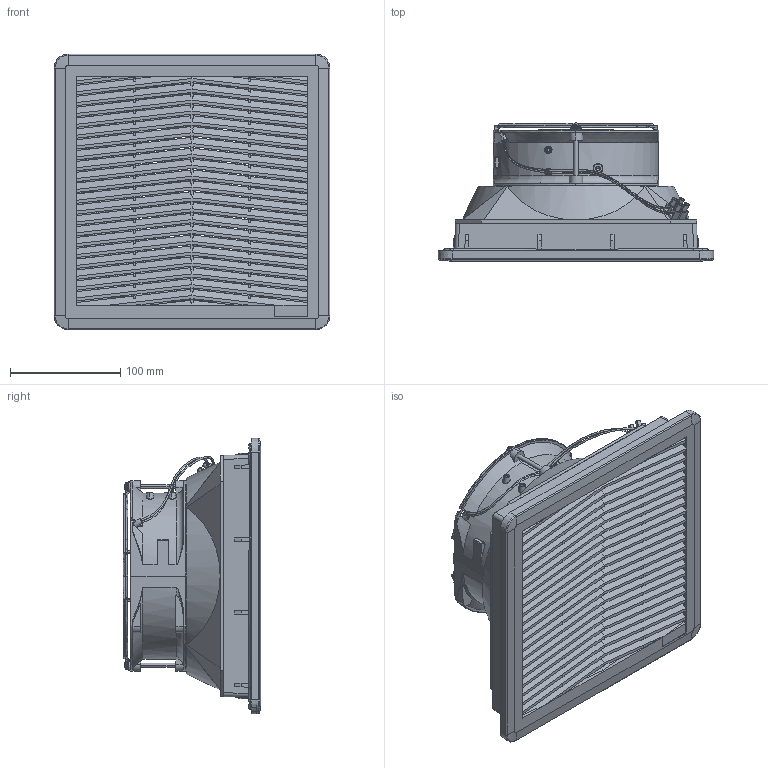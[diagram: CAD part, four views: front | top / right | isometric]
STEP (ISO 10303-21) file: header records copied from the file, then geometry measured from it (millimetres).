
FILE_DESCRIPTION((''),'2;1');
FILE_NAME('FL-4610D24V','2013-09-11T',('alexcam'),(''),'PRO/ENGINEER BY PARAMETRIC TECHNOLOGY CORPORATION, 2010040','PRO/ENGINEER BY PARAMETRIC TECHNOLOGY CORPORATION, 2010040','');
FILE_SCHEMA(('AUTOMOTIVE_DESIGN_CC2 { 1 2 10303 214 -1 1 5 2 }'));
Products named in the file (1): FL-4610D24V
Bounding box: 250.12 x 125.03 x 250.11 mm (x, y, z)
Volume: 147860.1 mm3; surface area: 528483.3 mm2
Topology: 13 solids, 17 shells, 2530 faces, 7539 edges, 4716 vertices
Faces by surface type: plane 1523, cylinder 479, bspline 252, torus 145, cone 108, extrusion 19, sphere 4
Entity records: 140885 total; most frequent: CARTESIAN_POINT 53308, ORIENTED_EDGE 14862, DIRECTION 11622, PRESENTATION_STYLE_ASSIGNMENT 7506, STYLED_ITEM 7506, CURVE_STYLE 7489, EDGE_CURVE 7489, VECTOR 5042
